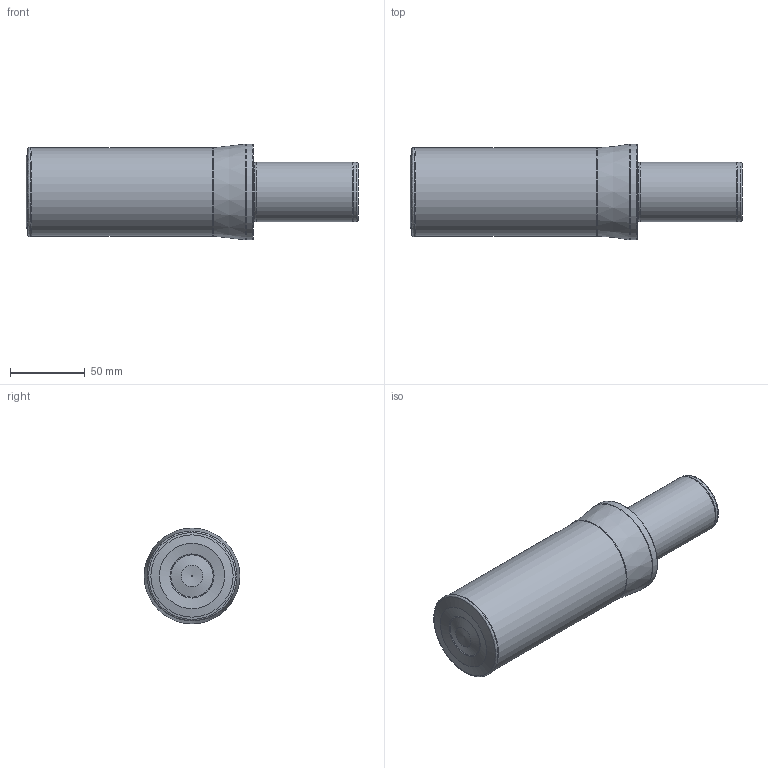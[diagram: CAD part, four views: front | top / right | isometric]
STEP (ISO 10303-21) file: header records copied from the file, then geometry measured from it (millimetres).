
FILE_DESCRIPTION(/* description */ (''),/* implementation_level */ '2;1');
FILE_NAME(/* name */ 'ATUM-60XD2-WCM-080412-light.stp',/* time_stamp */ '2023-10-28T12:48:21+03:00',/* author */ (''),/* organization */ (''),/* preprocessor_version */ 'ST-DEVELOPER v19.4',/* originating_system */ 'SIEMENS PLM Software NX2306.3001',/* authorisation */ '');
FILE_SCHEMA (('AUTOMOTIVE_DESIGN { 1 0 10303 214 3 1 1 1 }'));
Length unit declared in the file: millimetre
Products named in the file (1): STP_ATUM 45XD2 WCM. 080412
Bounding box: 222 x 64 x 64 mm (x, y, z)
Volume: 535385.4 mm3; surface area: 50949.6 mm2
Topology: 2 solids, 2 shells, 37 faces, 83 edges, 51 vertices
Faces by surface type: revolution 15, torus 8, cylinder 5, plane 5, cone 4
Full cylindrical faces by diameter (mm): 39.5 x2, 40 x1, 59 x1, 64 x1
Entity records: 802 total; most frequent: DIRECTION 150, CARTESIAN_POINT 123, EDGE_LOOP 70, ORIENTED_EDGE 70, FACE_BOUND 66, AXIS2_PLACEMENT_3D 62, CIRCLE 39, ADVANCED_FACE 37
